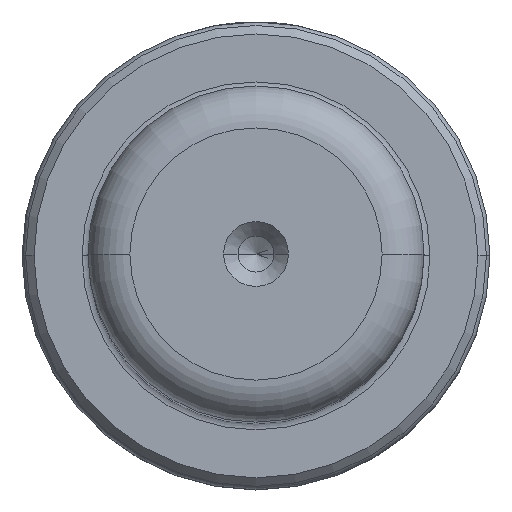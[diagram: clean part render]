
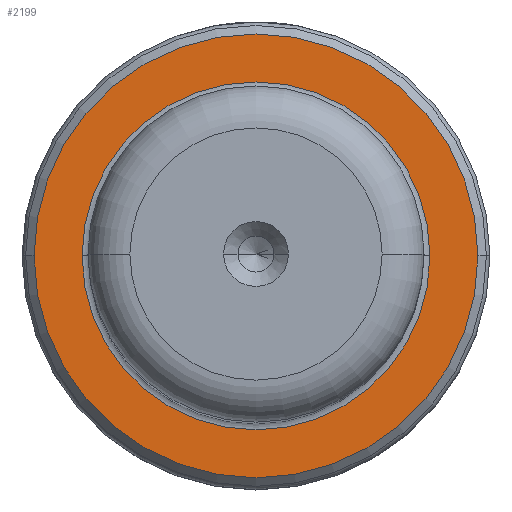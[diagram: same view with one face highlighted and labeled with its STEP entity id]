
A CAD part, top view. The second image highlights one B-rep face of the part: STEP entity #2199.
In plain terms, the highlighted planar face has unit normal (0, 0, 1).
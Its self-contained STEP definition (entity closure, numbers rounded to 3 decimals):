
#42 = CIRCLE ( 'NONE', #817, 14.5 ) ;
#43 = VERTEX_POINT ( 'NONE', #1603 ) ;
#320 = EDGE_CURVE ( 'NONE', #1406, #2252, #2311, .T. ) ;
#342 = CIRCLE ( 'NONE', #1664, 18.5 ) ;
#419 = EDGE_LOOP ( 'NONE', ( #2472, #2830 ) ) ;
#503 = DIRECTION ( 'NONE',  ( 1., 0., 0. ) ) ;
#578 = CARTESIAN_POINT ( 'NONE',  ( 18.5, 0., 30. ) ) ;
#734 = ORIENTED_EDGE ( 'NONE', *, *, #1951, .T. ) ;
#735 = PLANE ( 'NONE',  #1163 ) ;
#752 = CARTESIAN_POINT ( 'NONE',  ( -14.5, 0., 30. ) ) ;
#817 = AXIS2_PLACEMENT_3D ( 'NONE', #2278, #3335, #1486 ) ;
#1163 = AXIS2_PLACEMENT_3D ( 'NONE', #1560, #2565, #503 ) ;
#1381 = DIRECTION ( 'NONE',  ( 1., 0., 0. ) ) ;
#1406 = VERTEX_POINT ( 'NONE', #752 ) ;
#1416 = DIRECTION ( 'NONE',  ( 0., 0., 1. ) ) ;
#1486 = DIRECTION ( 'NONE',  ( -1., 0., 0. ) ) ;
#1529 = VERTEX_POINT ( 'NONE', #578 ) ;
#1560 = CARTESIAN_POINT ( 'NONE',  ( 0., 0., 30. ) ) ;
#1603 = CARTESIAN_POINT ( 'NONE',  ( -18.5, 0., 30. ) ) ;
#1630 = CARTESIAN_POINT ( 'NONE',  ( 0., 0., 30. ) ) ;
#1664 = AXIS2_PLACEMENT_3D ( 'NONE', #2193, #1416, #1721 ) ;
#1721 = DIRECTION ( 'NONE',  ( 1., 0., 0. ) ) ;
#1882 = DIRECTION ( 'NONE',  ( 0., 0., 1. ) ) ;
#1951 = EDGE_CURVE ( 'NONE', #43, #1529, #3386, .T. ) ;
#1980 = EDGE_LOOP ( 'NONE', ( #734, #3255 ) ) ;
#2034 = AXIS2_PLACEMENT_3D ( 'NONE', #2504, #3007, #2488 ) ;
#2096 = CARTESIAN_POINT ( 'NONE',  ( 14.5, 0., 30. ) ) ;
#2193 = CARTESIAN_POINT ( 'NONE',  ( 0., 0., 30. ) ) ;
#2199 = ADVANCED_FACE ( 'NONE', ( #2882, #3102 ), #735, .T. ) ;
#2252 = VERTEX_POINT ( 'NONE', #2096 ) ;
#2278 = CARTESIAN_POINT ( 'NONE',  ( 0., 0., 30. ) ) ;
#2311 = CIRCLE ( 'NONE', #2034, 14.5 ) ;
#2395 = EDGE_CURVE ( 'NONE', #1529, #43, #342, .T. ) ;
#2472 = ORIENTED_EDGE ( 'NONE', *, *, #320, .T. ) ;
#2488 = DIRECTION ( 'NONE',  ( -1., 0., 0. ) ) ;
#2504 = CARTESIAN_POINT ( 'NONE',  ( 0., 0., 30. ) ) ;
#2551 = EDGE_CURVE ( 'NONE', #2252, #1406, #42, .T. ) ;
#2565 = DIRECTION ( 'NONE',  ( 0., 0., 1. ) ) ;
#2830 = ORIENTED_EDGE ( 'NONE', *, *, #2551, .T. ) ;
#2882 = FACE_BOUND ( 'NONE', #419, .T. ) ;
#3007 = DIRECTION ( 'NONE',  ( 0., 0., -1. ) ) ;
#3102 = FACE_OUTER_BOUND ( 'NONE', #1980, .T. ) ;
#3217 = AXIS2_PLACEMENT_3D ( 'NONE', #1630, #1882, #1381 ) ;
#3255 = ORIENTED_EDGE ( 'NONE', *, *, #2395, .T. ) ;
#3335 = DIRECTION ( 'NONE',  ( 0., 0., -1. ) ) ;
#3386 = CIRCLE ( 'NONE', #3217, 18.5 ) ;
